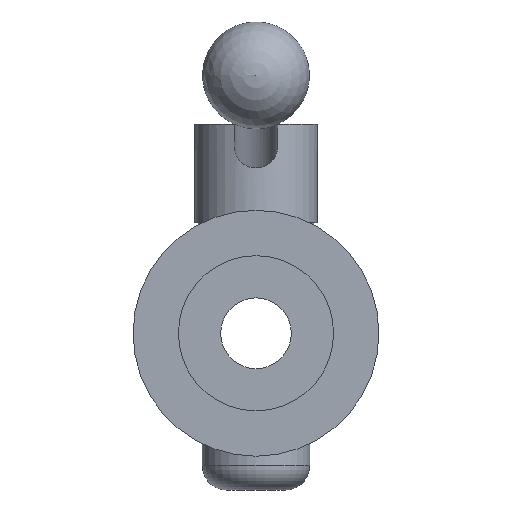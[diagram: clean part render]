
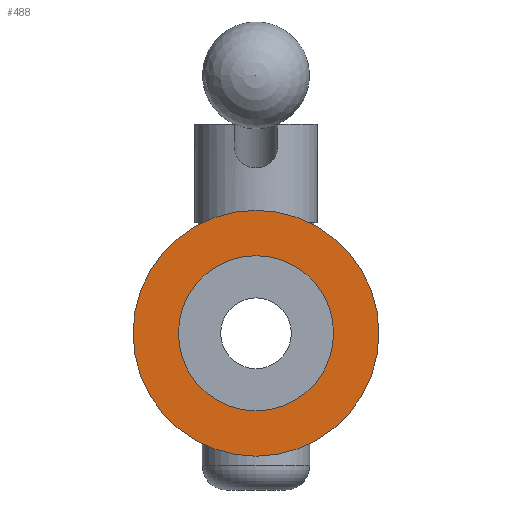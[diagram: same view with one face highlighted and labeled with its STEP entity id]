
A CAD part, left-side view. The second image highlights one B-rep face of the part: STEP entity #488.
In plain terms, the highlighted planar face has unit normal (-1, 0, 0).
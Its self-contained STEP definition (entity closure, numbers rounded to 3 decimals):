
#24=FACE_BOUND('',#145,.T.);
#62=CIRCLE('',#567,40.);
#63=CIRCLE('',#569,12.7);
#106=FACE_OUTER_BOUND('',#144,.T.);
#144=EDGE_LOOP('',(#433));
#145=EDGE_LOOP('',(#434));
#245=VERTEX_POINT('',#992);
#246=VERTEX_POINT('',#996);
#308=EDGE_CURVE('',#245,#245,#62,.T.);
#310=EDGE_CURVE('',#246,#246,#63,.T.);
#433=ORIENTED_EDGE('',*,*,#308,.T.);
#434=ORIENTED_EDGE('',*,*,#310,.F.);
#459=PLANE('',#568);
#488=ADVANCED_FACE('',(#106,#24),#459,.T.);
#567=AXIS2_PLACEMENT_3D('',#993,#710,#711);
#568=AXIS2_PLACEMENT_3D('',#995,#713,#714);
#569=AXIS2_PLACEMENT_3D('',#997,#715,#716);
#710=DIRECTION('center_axis',(-1.,0.,0.));
#711=DIRECTION('ref_axis',(0.,0.,1.));
#713=DIRECTION('center_axis',(-1.,0.,0.));
#714=DIRECTION('ref_axis',(0.,0.,1.));
#715=DIRECTION('center_axis',(-1.,0.,0.));
#716=DIRECTION('ref_axis',(0.,0.,1.));
#992=CARTESIAN_POINT('',(-40.2,0.,-40.));
#993=CARTESIAN_POINT('Origin',(-40.2,0.,0.));
#995=CARTESIAN_POINT('Origin',(-40.2,0.,26.35));
#996=CARTESIAN_POINT('',(-40.2,0.,-12.7));
#997=CARTESIAN_POINT('Origin',(-40.2,0.,0.));
